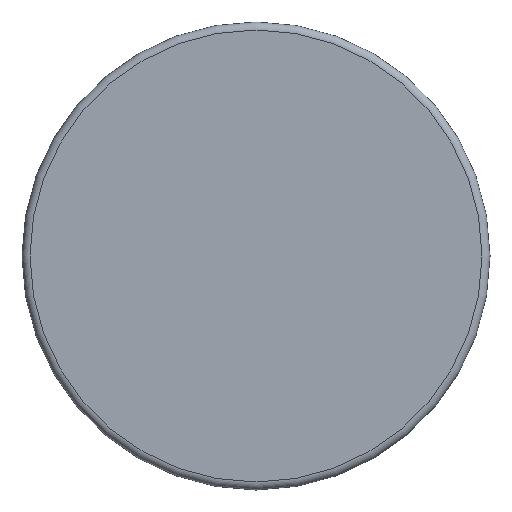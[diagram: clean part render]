
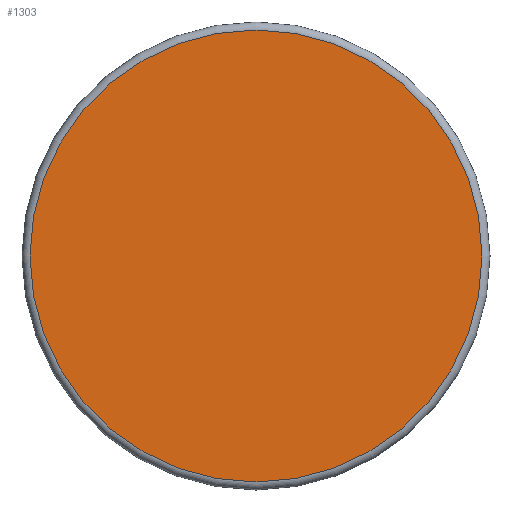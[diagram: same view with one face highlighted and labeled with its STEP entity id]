
A CAD part, front view. The second image highlights one B-rep face of the part: STEP entity #1303.
In plain terms, the highlighted planar face has unit normal (0, -1, 0).
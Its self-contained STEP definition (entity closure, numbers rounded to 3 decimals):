
#40=PLANE('',#1401);
#382=FACE_OUTER_BOUND('',#461,.T.);
#461=EDGE_LOOP('',(#918));
#545=CIRCLE('',#1397,67.6);
#590=VERTEX_POINT('',#1964);
#714=EDGE_CURVE('',#590,#590,#545,.T.);
#918=ORIENTED_EDGE('',*,*,#714,.F.);
#1303=ADVANCED_FACE('',(#382),#40,.F.);
#1397=AXIS2_PLACEMENT_3D('',#1966,#1546,#1547);
#1401=AXIS2_PLACEMENT_3D('',#1972,#1555,#1556);
#1546=DIRECTION('center_axis',(0.,1.,0.));
#1547=DIRECTION('ref_axis',(1.,0.,0.));
#1555=DIRECTION('center_axis',(0.,1.,0.));
#1556=DIRECTION('ref_axis',(1.,0.,0.));
#1964=CARTESIAN_POINT('',(0.,0.,-67.6));
#1966=CARTESIAN_POINT('Origin',(0.,0.,0.));
#1972=CARTESIAN_POINT('Origin',(0.,0.,0.));
